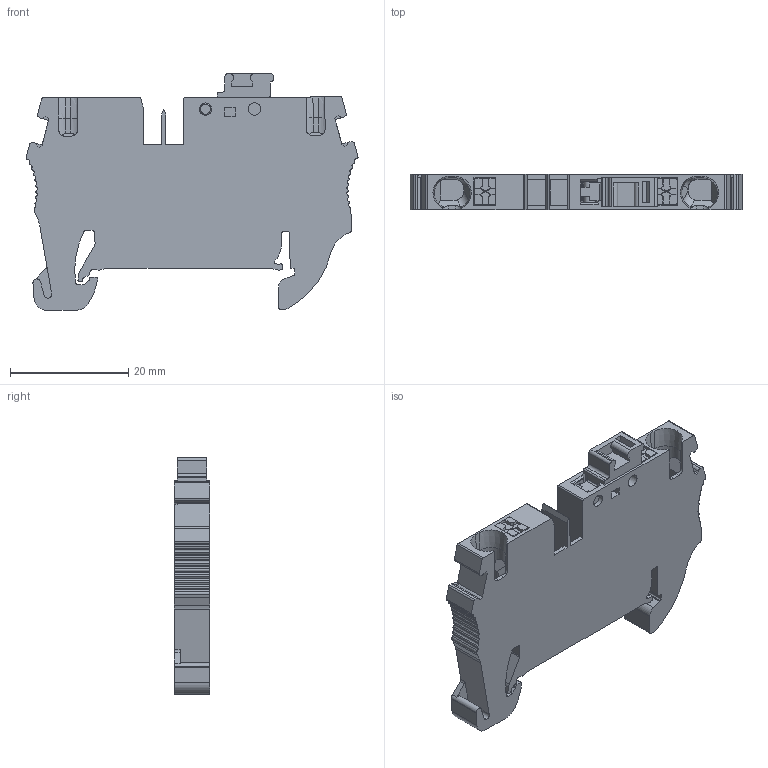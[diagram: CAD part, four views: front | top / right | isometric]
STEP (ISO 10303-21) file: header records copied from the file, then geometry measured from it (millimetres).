
FILE_DESCRIPTION(/* description */ ('Unknown'),/* implementation_level */ '2;1');
FILE_NAME(/* name */ 'PQK4_3D_SOLID',/* time_stamp */ '2024-02-26T12:28:01+06:00',/* author */ ('Unknown'),/* organization */ ('Unknown'),/* preprocessor_version */ 'ST-DEVELOPER v16.7',/* originating_system */ 'Solid Edge',/* authorisation */ 'Unknown');
FILE_SCHEMA (('TECHNICAL_DATA_PACKAGING','AUTOMOTIVE_DESIGN {1 0 10303 214 3 1 1}'));
Length unit declared in the file: millimetre
Products named in the file (1): Part60
Bounding box: 56.24 x 6 x 40.08 mm (x, y, z)
Volume: 8221 mm3; surface area: 5852.5 mm2
Topology: 1 solids, 1 shells, 517 faces, 1497 edges, 984 vertices
Faces by surface type: plane 312, cylinder 191, cone 14
Full cylindrical faces by diameter (mm): 2 x1, 2.1 x3
Entity records: 20671 total; most frequent: CARTESIAN_POINT 3038, ORIENTED_EDGE 2974, DIRECTION 2951, EDGE_CURVE 1487, LINE 1031, VECTOR 1031, VERTEX_POINT 981, AXIS2_PLACEMENT_3D 960
